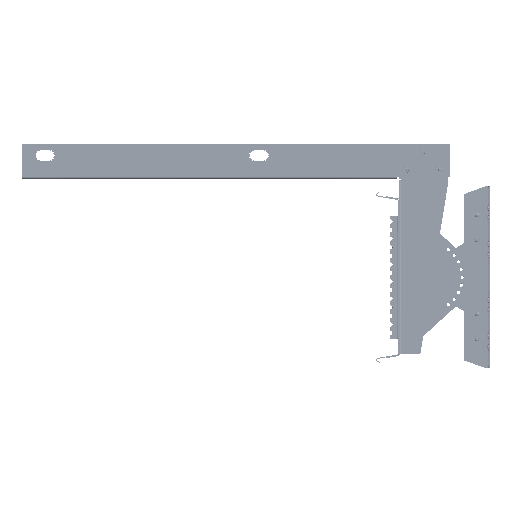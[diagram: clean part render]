
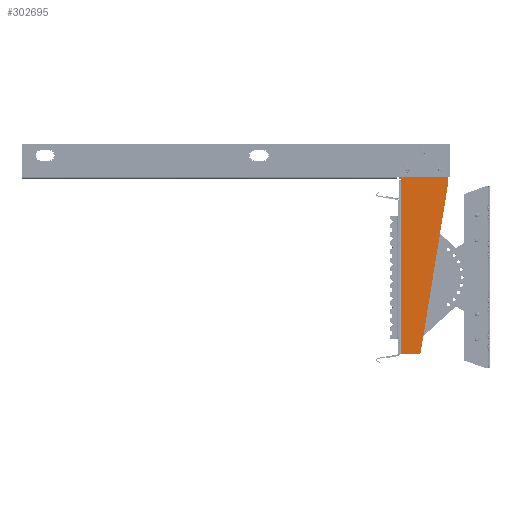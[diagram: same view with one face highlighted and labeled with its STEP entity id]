
A CAD part, left-side view. The second image highlights one B-rep face of the part: STEP entity #302695.
In plain terms, the highlighted free-form (B-spline) face has degree [1, 1] with [2, 2] control points.
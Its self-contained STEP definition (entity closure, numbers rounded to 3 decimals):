
#302216 = VERTEX_POINT('',#302217);
#302217 = CARTESIAN_POINT('',(-6254.867,-101.94,
    342.56));
#302235 = EDGE_CURVE('',#302216,#302216,#302236,.T.);
#302236 = ( BOUNDED_CURVE() B_SPLINE_CURVE(2,(#302237,#302238,#302239,
    #302240,#302241,#302242,#302243),.UNSPECIFIED.,.T.,.F.) 
B_SPLINE_CURVE_WITH_KNOTS((3,2,2,3),(3.142,5.236,
7.33,9.425),.PIECEWISE_BEZIER_KNOTS.) CURVE() 
GEOMETRIC_REPRESENTATION_ITEM() RATIONAL_B_SPLINE_CURVE((1.,0.5,1.,0.5,
1.,0.5,1.)) REPRESENTATION_ITEM('') );
#302237 = CARTESIAN_POINT('',(-6254.867,-101.94,
    342.56));
#302238 = CARTESIAN_POINT('',(-6254.867,-91.766,
    342.56));
#302239 = CARTESIAN_POINT('',(-6254.867,-96.853,
    351.37));
#302240 = CARTESIAN_POINT('',(-6254.867,-101.94,
    360.181));
#302241 = CARTESIAN_POINT('',(-6254.867,-107.027,
    351.37));
#302242 = CARTESIAN_POINT('',(-6254.867,-112.113,
    342.56));
#302243 = CARTESIAN_POINT('',(-6254.867,-101.94,
    342.56));
#302268 = VERTEX_POINT('',#302269);
#302269 = CARTESIAN_POINT('',(-6254.867,-4.043,
    342.56));
#302287 = EDGE_CURVE('',#302268,#302268,#302288,.T.);
#302288 = ( BOUNDED_CURVE() B_SPLINE_CURVE(2,(#302289,#302290,#302291,
    #302292,#302293,#302294,#302295),.UNSPECIFIED.,.T.,.F.) 
B_SPLINE_CURVE_WITH_KNOTS((3,2,2,3),(3.142,5.236,
7.33,9.425),.PIECEWISE_BEZIER_KNOTS.) CURVE() 
GEOMETRIC_REPRESENTATION_ITEM() RATIONAL_B_SPLINE_CURVE((1.,0.5,1.,0.5,
1.,0.5,1.)) REPRESENTATION_ITEM('') );
#302289 = CARTESIAN_POINT('',(-6254.867,-4.043,
    342.56));
#302290 = CARTESIAN_POINT('',(-6254.867,6.131,
    342.56));
#302291 = CARTESIAN_POINT('',(-6254.867,1.044,
    351.37));
#302292 = CARTESIAN_POINT('',(-6254.867,-4.043,
    360.181));
#302293 = CARTESIAN_POINT('',(-6254.867,-9.13,
    351.37));
#302294 = CARTESIAN_POINT('',(-6254.867,-14.216,
    342.56));
#302295 = CARTESIAN_POINT('',(-6254.867,-4.043,
    342.56));
#302320 = VERTEX_POINT('',#302321);
#302321 = CARTESIAN_POINT('',(-6254.867,-52.991,
    394.771));
#302339 = EDGE_CURVE('',#302320,#302320,#302340,.T.);
#302340 = ( BOUNDED_CURVE() B_SPLINE_CURVE(2,(#302341,#302342,#302343,
    #302344,#302345,#302346,#302347),.UNSPECIFIED.,.T.,.F.) 
B_SPLINE_CURVE_WITH_KNOTS((3,2,2,3),(3.142,5.236,
7.33,9.425),.PIECEWISE_BEZIER_KNOTS.) CURVE() 
GEOMETRIC_REPRESENTATION_ITEM() RATIONAL_B_SPLINE_CURVE((1.,0.5,1.,0.5,
1.,0.5,1.)) REPRESENTATION_ITEM('') );
#302341 = CARTESIAN_POINT('',(-6254.867,-52.991,
    394.771));
#302342 = CARTESIAN_POINT('',(-6254.867,-42.817,
    394.771));
#302343 = CARTESIAN_POINT('',(-6254.867,-47.904,
    403.582));
#302344 = CARTESIAN_POINT('',(-6254.867,-52.991,
    412.393));
#302345 = CARTESIAN_POINT('',(-6254.867,-58.078,
    403.582));
#302346 = CARTESIAN_POINT('',(-6254.867,-63.165,
    394.771));
#302347 = CARTESIAN_POINT('',(-6254.867,-52.991,
    394.771));
#302491 = VERTEX_POINT('',#302492);
#302492 = CARTESIAN_POINT('',(-6254.867,16.842,
    315.801));
#302515 = VERTEX_POINT('',#302516);
#302516 = CARTESIAN_POINT('',(-6254.867,16.842,
    -212.843));
#302598 = EDGE_CURVE('',#302491,#302515,#302599,.T.);
#302599 = B_SPLINE_CURVE_WITH_KNOTS('',1,(#302600,#302601),
  .UNSPECIFIED.,.F.,.F.,(2,2),(-275.68,129.32),
  .PIECEWISE_BEZIER_KNOTS.);
#302600 = CARTESIAN_POINT('',(-6254.867,16.842,
    315.801));
#302601 = CARTESIAN_POINT('',(-6254.867,16.842,
    -212.843));
#302625 = VERTEX_POINT('',#302626);
#302626 = CARTESIAN_POINT('',(-6254.867,15.537,
    318.412));
#302631 = EDGE_CURVE('',#302632,#302625,#302634,.T.);
#302632 = VERTEX_POINT('',#302633);
#302633 = CARTESIAN_POINT('',(-6254.867,22.063,
    318.412));
#302634 = B_SPLINE_CURVE_WITH_KNOTS('',1,(#302635,#302636),
  .UNSPECIFIED.,.F.,.F.,(2,2),(-24.95,-19.95),
  .PIECEWISE_BEZIER_KNOTS.);
#302635 = CARTESIAN_POINT('',(-6254.867,22.063,
    318.412));
#302636 = CARTESIAN_POINT('',(-6254.867,15.537,
    318.412));
#302652 = EDGE_CURVE('',#302653,#302491,#302655,.T.);
#302653 = VERTEX_POINT('',#302654);
#302654 = CARTESIAN_POINT('',(-6254.867,15.537,
    315.801));
#302655 = B_SPLINE_CURVE_WITH_KNOTS('',1,(#302656,#302657),
  .UNSPECIFIED.,.F.,.F.,(2,2),(17.45,18.45),
  .PIECEWISE_BEZIER_KNOTS.);
#302656 = CARTESIAN_POINT('',(-6254.867,15.537,
    315.801));
#302657 = CARTESIAN_POINT('',(-6254.867,16.842,
    315.801));
#302685 = EDGE_CURVE('',#302625,#302653,#302686,.T.);
#302686 = B_SPLINE_CURVE_WITH_KNOTS('',1,(#302687,#302688),
  .UNSPECIFIED.,.F.,.F.,(2,2),(-75.18,-73.18),
  .PIECEWISE_BEZIER_KNOTS.);
#302687 = CARTESIAN_POINT('',(-6254.867,15.537,
    318.412));
#302688 = CARTESIAN_POINT('',(-6254.867,15.537,
    315.801));
#302695 = ADVANCED_FACE('',(#302696,#302735,#302738,#302741),#302744,.F.
  );
#302696 = FACE_BOUND('',#302697,.T.);
#302697 = EDGE_LOOP('',(#302698,#302699,#302700,#302701,#302702,#302709,
    #302716,#302723,#302730));
#302698 = ORIENTED_EDGE('',*,*,#302631,.T.);
#302699 = ORIENTED_EDGE('',*,*,#302685,.T.);
#302700 = ORIENTED_EDGE('',*,*,#302652,.T.);
#302701 = ORIENTED_EDGE('',*,*,#302598,.T.);
#302702 = ORIENTED_EDGE('',*,*,#302703,.T.);
#302703 = EDGE_CURVE('',#302515,#302704,#302706,.T.);
#302704 = VERTEX_POINT('',#302705);
#302705 = CARTESIAN_POINT('',(-6254.867,-43.201,
    -212.843));
#302706 = B_SPLINE_CURVE_WITH_KNOTS('',1,(#302707,#302708),
  .UNSPECIFIED.,.F.,.F.,(2,2),(4.,50.),.PIECEWISE_BEZIER_KNOTS.);
#302707 = CARTESIAN_POINT('',(-6254.867,16.842,
    -212.843));
#302708 = CARTESIAN_POINT('',(-6254.867,-43.201,
    -212.843));
#302709 = ORIENTED_EDGE('',*,*,#302710,.T.);
#302710 = EDGE_CURVE('',#302704,#302711,#302713,.T.);
#302711 = VERTEX_POINT('',#302712);
#302712 = CARTESIAN_POINT('',(-6254.867,-128.046,
    309.275));
#302713 = B_SPLINE_CURVE_WITH_KNOTS('',1,(#302714,#302715),
  .UNSPECIFIED.,.F.,.F.,(2,2),(0.,405.247),
  .PIECEWISE_BEZIER_KNOTS.);
#302714 = CARTESIAN_POINT('',(-6254.867,-43.201,
    -212.843));
#302715 = CARTESIAN_POINT('',(-6254.867,-128.046,
    309.275));
#302716 = ORIENTED_EDGE('',*,*,#302717,.T.);
#302717 = EDGE_CURVE('',#302711,#302718,#302720,.T.);
#302718 = VERTEX_POINT('',#302719);
#302719 = CARTESIAN_POINT('',(-6254.867,-128.046,
    426.751));
#302720 = B_SPLINE_CURVE_WITH_KNOTS('',1,(#302721,#302722),
  .UNSPECIFIED.,.F.,.F.,(2,2),(0.,90.),.PIECEWISE_BEZIER_KNOTS.);
#302721 = CARTESIAN_POINT('',(-6254.867,-128.046,
    309.275));
#302722 = CARTESIAN_POINT('',(-6254.867,-128.046,
    426.751));
#302723 = ORIENTED_EDGE('',*,*,#302724,.T.);
#302724 = EDGE_CURVE('',#302718,#302725,#302727,.T.);
#302725 = VERTEX_POINT('',#302726);
#302726 = CARTESIAN_POINT('',(-6254.867,22.063,
    426.751));
#302727 = B_SPLINE_CURVE_WITH_KNOTS('',1,(#302728,#302729),
  .UNSPECIFIED.,.F.,.F.,(2,2),(0.,115.),.PIECEWISE_BEZIER_KNOTS.);
#302728 = CARTESIAN_POINT('',(-6254.867,-128.046,
    426.751));
#302729 = CARTESIAN_POINT('',(-6254.867,22.063,
    426.751));
#302730 = ORIENTED_EDGE('',*,*,#302731,.T.);
#302731 = EDGE_CURVE('',#302725,#302632,#302732,.T.);
#302732 = B_SPLINE_CURVE_WITH_KNOTS('',1,(#302733,#302734),
  .UNSPECIFIED.,.F.,.F.,(2,2),(0.,83.),.PIECEWISE_BEZIER_KNOTS.);
#302733 = CARTESIAN_POINT('',(-6254.867,22.063,
    426.751));
#302734 = CARTESIAN_POINT('',(-6254.867,22.063,
    318.412));
#302735 = FACE_BOUND('',#302736,.T.);
#302736 = EDGE_LOOP('',(#302737));
#302737 = ORIENTED_EDGE('',*,*,#302235,.T.);
#302738 = FACE_BOUND('',#302739,.T.);
#302739 = EDGE_LOOP('',(#302740));
#302740 = ORIENTED_EDGE('',*,*,#302287,.T.);
#302741 = FACE_BOUND('',#302742,.T.);
#302742 = EDGE_LOOP('',(#302743));
#302743 = ORIENTED_EDGE('',*,*,#302339,.T.);
#302744 = B_SPLINE_SURFACE_WITH_KNOTS('',1,1,(
    (#302745,#302746)
    ,(#302747,#302748
    )),.UNSPECIFIED.,.F.,.F.,.F.,(2,2),(2,2),(-231.36,
    258.64),(-70.101,44.899),
  .PIECEWISE_BEZIER_KNOTS.);
#302745 = CARTESIAN_POINT('',(-6254.867,-128.046,
    426.751));
#302746 = CARTESIAN_POINT('',(-6254.867,22.063,
    426.751));
#302747 = CARTESIAN_POINT('',(-6254.867,-128.046,
    -212.843));
#302748 = CARTESIAN_POINT('',(-6254.867,22.063,
    -212.843));
